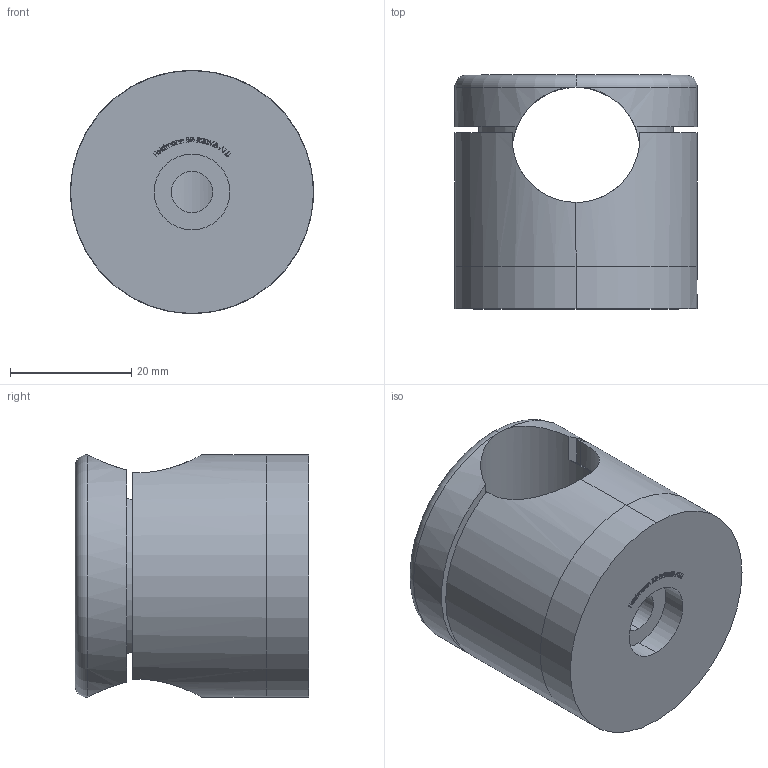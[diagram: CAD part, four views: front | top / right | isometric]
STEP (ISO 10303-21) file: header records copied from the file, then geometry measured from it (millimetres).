
FILE_DESCRIPTION (( 'STEP AP203' ), '1' );
FILE_NAME ('BR-R20M8-ALU.step', '2021-02-18T12:52:50', ( '' ), ( '' ), 'SwSTEP 2.0', 'SolidWorks 2018', '' );
FILE_SCHEMA (( 'CONFIG_CONTROL_DESIGN' ));
Length unit declared in the file: millimetre
Products named in the file (7): BR-R20M8-ALU; BR-R1XM8-XXX Teil1; BR-R1XM8-XXX Teil3_BR-R20M8-ALU Teil3; BR-R1XM8-XXX Teil2; BR-R1XM8-XXX Teil2_BR-R20M8-ALU Teil2; BR-R1XM8-XXX Teil3; BR-R1XM8-XXX Teil1_BR-2XM8-ALU Teil1
Assembly tree (3 placements, depth 2):
  BR-R20M8-ALU
    BR-R1XM8-XXX Teil1_BR-2XM8-ALU Teil1
    BR-R1XM8-XXX Teil2_BR-R20M8-ALU Teil2
    BR-R1XM8-XXX Teil3_BR-R20M8-ALU Teil3
  BR-R1XM8-XXX Teil1
  BR-R1XM8-XXX Teil2
  BR-R1XM8-XXX Teil3
Bounding box: 40 x 38.5 x 40 mm (x, y, z)
Volume: 31485.5 mm3; surface area: 15505 mm2
Topology: 3 solids, 3 shells, 324 faces, 847 edges, 562 vertices
Faces by surface type: plane 185, bspline 106, cylinder 23, cone 8, torus 2
Entity records: 16611 total; most frequent: CARTESIAN_POINT 8718, ORIENTED_EDGE 1694, DIRECTION 1109, EDGE_CURVE 847, VECTOR 563, LINE 563, VERTEX_POINT 562, EDGE_LOOP 361
